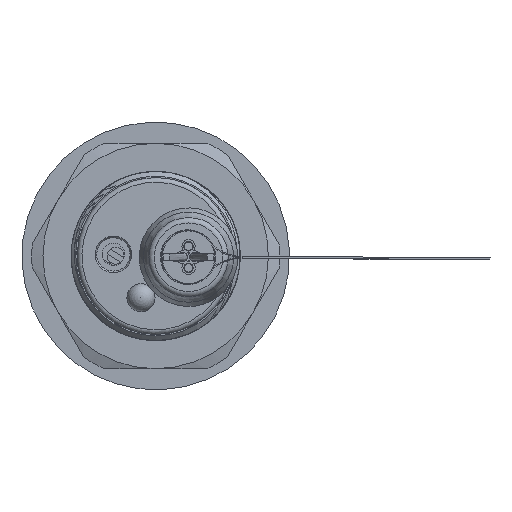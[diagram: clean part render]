
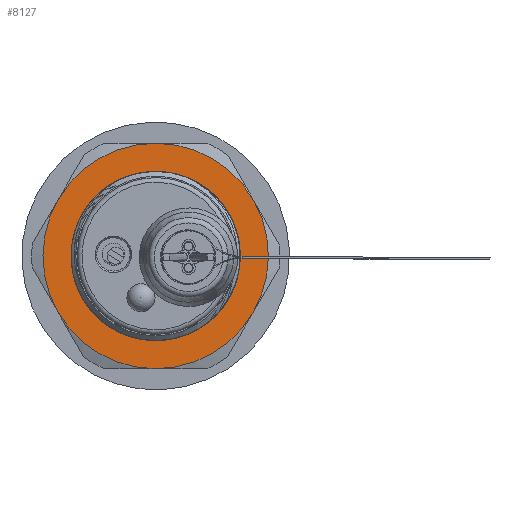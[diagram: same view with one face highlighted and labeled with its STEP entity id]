
A CAD part, left-side view. The second image highlights one B-rep face of the part: STEP entity #8127.
In plain terms, the highlighted face is planar.
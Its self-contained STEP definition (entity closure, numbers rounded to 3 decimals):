
#1805=PLANE('',#9694);
#2037=CIRCLE('',#9695,8.959);
#2038=CIRCLE('',#9696,12.);
#2039=CIRCLE('',#9697,12.);
#2040=CIRCLE('',#9698,12.);
#2041=CIRCLE('',#9699,12.);
#2042=CIRCLE('',#9700,12.);
#2043=CIRCLE('',#9701,12.);
#3414=ORIENTED_EDGE('',*,*,#5083,.T.);
#3415=ORIENTED_EDGE('',*,*,#5084,.F.);
#3416=ORIENTED_EDGE('',*,*,#5085,.F.);
#3417=ORIENTED_EDGE('',*,*,#5086,.F.);
#3418=ORIENTED_EDGE('',*,*,#5087,.F.);
#3419=ORIENTED_EDGE('',*,*,#5088,.F.);
#3420=ORIENTED_EDGE('',*,*,#5089,.F.);
#5083=EDGE_CURVE('',#6046,#6046,#2037,.T.);
#5084=EDGE_CURVE('',#6016,#6022,#2038,.T.);
#5085=EDGE_CURVE('',#6010,#6016,#2039,.T.);
#5086=EDGE_CURVE('',#6040,#6010,#2040,.T.);
#5087=EDGE_CURVE('',#6034,#6040,#2041,.T.);
#5088=EDGE_CURVE('',#6028,#6034,#2042,.T.);
#5089=EDGE_CURVE('',#6022,#6028,#2043,.T.);
#6010=VERTEX_POINT('',#22368);
#6016=VERTEX_POINT('',#22393);
#6022=VERTEX_POINT('',#22418);
#6028=VERTEX_POINT('',#22443);
#6034=VERTEX_POINT('',#22468);
#6040=VERTEX_POINT('',#22493);
#6046=VERTEX_POINT('',#22523);
#6816=EDGE_LOOP('',(#3414));
#6817=EDGE_LOOP('',(#3415,#3416,#3417,#3418,#3419,#3420));
#7467=FACE_BOUND('',#6816,.T.);
#7468=FACE_BOUND('',#6817,.T.);
#8127=ADVANCED_FACE('',(#7467,#7468),#1805,.F.);
#9694=AXIS2_PLACEMENT_3D('',#22521,#11317,#11318);
#9695=AXIS2_PLACEMENT_3D('',#22522,#11319,#11320);
#9696=AXIS2_PLACEMENT_3D('',#22524,#11321,#11322);
#9697=AXIS2_PLACEMENT_3D('',#22525,#11323,#11324);
#9698=AXIS2_PLACEMENT_3D('',#22526,#11325,#11326);
#9699=AXIS2_PLACEMENT_3D('',#22527,#11327,#11328);
#9700=AXIS2_PLACEMENT_3D('',#22528,#11329,#11330);
#9701=AXIS2_PLACEMENT_3D('',#22529,#11331,#11332);
#11317=DIRECTION('',(0.,1.,0.));
#11318=DIRECTION('',(0.,0.,1.));
#11319=DIRECTION('',(0.,1.,0.));
#11320=DIRECTION('',(0.,0.,1.));
#11321=DIRECTION('',(0.,1.,0.));
#11322=DIRECTION('',(0.,0.,1.));
#11323=DIRECTION('',(0.,1.,0.));
#11324=DIRECTION('',(0.,0.,1.));
#11325=DIRECTION('',(0.,1.,0.));
#11326=DIRECTION('',(0.,0.,1.));
#11327=DIRECTION('',(0.,1.,0.));
#11328=DIRECTION('',(0.,0.,1.));
#11329=DIRECTION('',(0.,1.,0.));
#11330=DIRECTION('',(0.,0.,1.));
#11331=DIRECTION('',(0.,1.,0.));
#11332=DIRECTION('',(0.,0.,1.));
#22368=CARTESIAN_POINT('',(-6.,0.,10.392));
#22393=CARTESIAN_POINT('',(6.,0.,10.392));
#22418=CARTESIAN_POINT('',(12.,0.,0.));
#22443=CARTESIAN_POINT('',(6.,0.,-10.392));
#22468=CARTESIAN_POINT('',(-6.,0.,-10.392));
#22493=CARTESIAN_POINT('',(-12.,0.,0.));
#22521=CARTESIAN_POINT('',(0.,0.,0.));
#22522=CARTESIAN_POINT('',(0.,0.,0.));
#22523=CARTESIAN_POINT('',(0.,0.,8.959));
#22524=CARTESIAN_POINT('',(0.,0.,0.));
#22525=CARTESIAN_POINT('',(0.,0.,0.));
#22526=CARTESIAN_POINT('',(0.,0.,0.));
#22527=CARTESIAN_POINT('',(0.,0.,0.));
#22528=CARTESIAN_POINT('',(0.,0.,0.));
#22529=CARTESIAN_POINT('',(0.,0.,0.));
